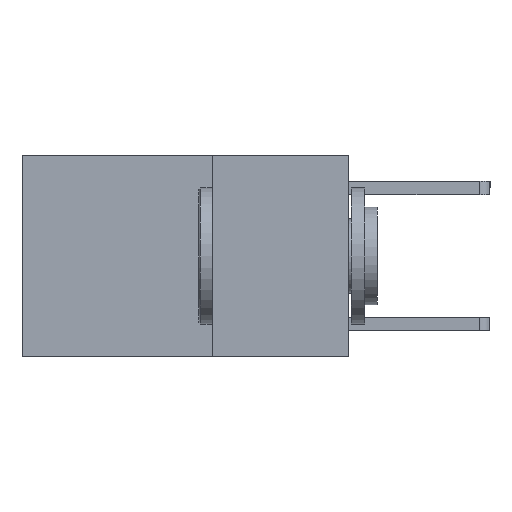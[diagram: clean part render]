
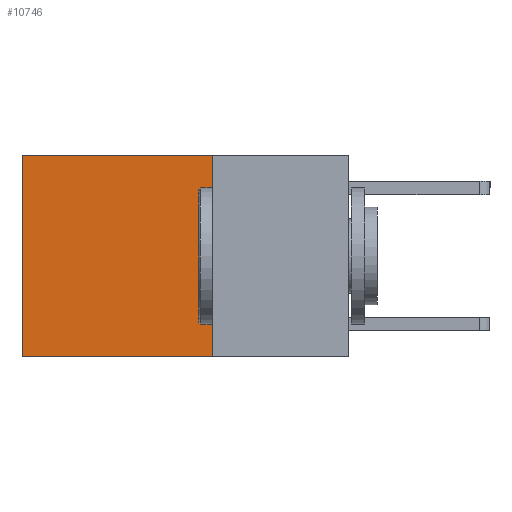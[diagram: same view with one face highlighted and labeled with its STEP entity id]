
A CAD part, left-side view. The second image highlights one B-rep face of the part: STEP entity #10746.
In plain terms, the highlighted planar face has unit normal (-1, 0, 0).
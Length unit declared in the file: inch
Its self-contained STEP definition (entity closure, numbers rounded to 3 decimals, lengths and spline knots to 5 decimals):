
#425 = VERTEX_POINT ( 'NONE', #4558 ) ;
#434 = VERTEX_POINT ( 'NONE', #6900 ) ;
#457 = CARTESIAN_POINT ( 'NONE',  ( 0.2625, 0.25, -0.37 ) ) ;
#1403 = DIRECTION ( 'NONE',  ( 1., 0., 0. ) ) ;
#1487 = VECTOR ( 'NONE', #8584, 39.37008 ) ;
#2028 = VECTOR ( 'NONE', #9027, 39.37008 ) ;
#2383 = LINE ( 'NONE', #2509, #7500 ) ;
#2509 = CARTESIAN_POINT ( 'NONE',  ( 0.2625, 0.25, 0. ) ) ;
#2656 = ORIENTED_EDGE ( 'NONE', *, *, #5616, .T. ) ;
#2727 = LINE ( 'NONE', #5716, #1487 ) ;
#3055 = EDGE_LOOP ( 'NONE', ( #2656, #7056, #4355, #4416 ) ) ;
#3697 = CARTESIAN_POINT ( 'NONE',  ( 0.2625, 0.25, 0. ) ) ;
#4212 = EDGE_CURVE ( 'NONE', #425, #434, #4606, .T. ) ;
#4355 = ORIENTED_EDGE ( 'NONE', *, *, #10307, .F. ) ;
#4416 = ORIENTED_EDGE ( 'NONE', *, *, #4212, .T. ) ;
#4558 = CARTESIAN_POINT ( 'NONE',  ( 0.2625, 0.25, 0. ) ) ;
#4606 = LINE ( 'NONE', #3697, #9308 ) ;
#5054 = LINE ( 'NONE', #457, #2028 ) ;
#5224 = DIRECTION ( 'NONE',  ( 0., 0., -1. ) ) ;
#5616 = EDGE_CURVE ( 'NONE', #434, #10678, #2727, .T. ) ;
#5716 = CARTESIAN_POINT ( 'NONE',  ( 0.2625, 0.6, 0. ) ) ;
#6223 = DIRECTION ( 'NONE',  ( 0., 0., -1. ) ) ;
#6900 = CARTESIAN_POINT ( 'NONE',  ( 0.2625, 0.6, 0. ) ) ;
#7002 = CARTESIAN_POINT ( 'NONE',  ( 0.2625, 0.25, 0. ) ) ;
#7056 = ORIENTED_EDGE ( 'NONE', *, *, #10210, .F. ) ;
#7492 = DIRECTION ( 'NONE',  ( 0., 1., 0. ) ) ;
#7500 = VECTOR ( 'NONE', #6223, 39.37008 ) ;
#8584 = DIRECTION ( 'NONE',  ( 0., 0., -1. ) ) ;
#8826 = PLANE ( 'NONE',  #9433 ) ;
#9027 = DIRECTION ( 'NONE',  ( 0., 1., 0. ) ) ;
#9308 = VECTOR ( 'NONE', #7492, 39.37008 ) ;
#9338 = VERTEX_POINT ( 'NONE', #11716 ) ;
#9433 = AXIS2_PLACEMENT_3D ( 'NONE', #7002, #1403, #5224 ) ;
#9448 = CARTESIAN_POINT ( 'NONE',  ( 0.2625, 0.6, -0.37 ) ) ;
#9800 = FACE_OUTER_BOUND ( 'NONE', #3055, .T. ) ;
#10210 = EDGE_CURVE ( 'NONE', #9338, #10678, #5054, .T. ) ;
#10307 = EDGE_CURVE ( 'NONE', #425, #9338, #2383, .T. ) ;
#10678 = VERTEX_POINT ( 'NONE', #9448 ) ;
#10746 = ADVANCED_FACE ( 'NONE', ( #9800 ), #8826, .F. ) ;
#11716 = CARTESIAN_POINT ( 'NONE',  ( 0.2625, 0.25, -0.37 ) ) ;
